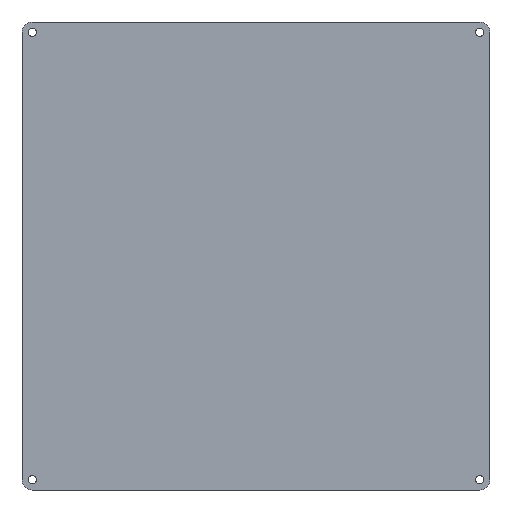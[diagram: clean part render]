
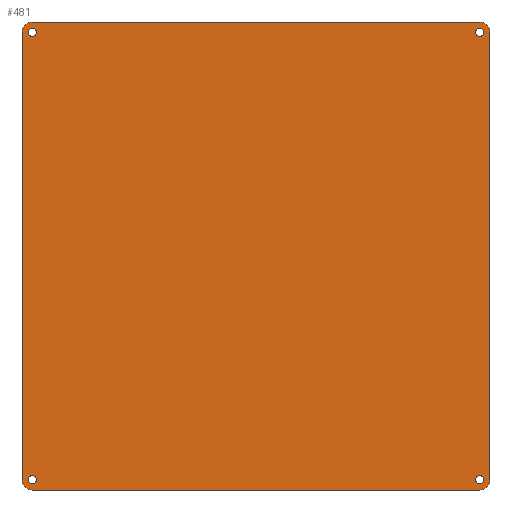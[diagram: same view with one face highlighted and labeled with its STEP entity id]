
A CAD part, front view. The second image highlights one B-rep face of the part: STEP entity #481.
In plain terms, the highlighted planar face has unit normal (0, -1, 0).
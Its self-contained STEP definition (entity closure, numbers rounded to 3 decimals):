
#78=DIRECTION('',(0.,0.,-1.));
#79=VECTOR('',#78,216.);
#80=CARTESIAN_POINT('',(210.617,-260.,202.226));
#81=LINE('',#80,#79);
#90=DIRECTION('',(-1.,0.,0.));
#91=VECTOR('',#90,216.);
#92=CARTESIAN_POINT('',(205.617,-260.,-18.774));
#93=LINE('',#92,#91);
#102=DIRECTION('',(0.,0.,1.));
#103=VECTOR('',#102,216.);
#104=CARTESIAN_POINT('',(-15.383,-260.,-13.774));
#105=LINE('',#104,#103);
#114=DIRECTION('',(1.,0.,0.));
#115=VECTOR('',#114,216.);
#116=CARTESIAN_POINT('',(-10.383,-260.,207.226));
#117=LINE('',#116,#115);
#126=CARTESIAN_POINT('',(205.617,-260.,202.226));
#127=DIRECTION('',(0.,-1.,0.));
#128=DIRECTION('',(1.,0.,0.));
#129=AXIS2_PLACEMENT_3D('',#126,#127,#128);
#131=CARTESIAN_POINT('',(205.617,-260.,-13.774));
#132=DIRECTION('',(0.,-1.,0.));
#133=DIRECTION('',(0.,0.,-1.));
#134=AXIS2_PLACEMENT_3D('',#131,#132,#133);
#136=CARTESIAN_POINT('',(-10.383,-260.,-13.774));
#137=DIRECTION('',(0.,-1.,0.));
#138=DIRECTION('',(-1.,0.,0.));
#139=AXIS2_PLACEMENT_3D('',#136,#137,#138);
#141=CARTESIAN_POINT('',(-10.383,-260.,202.226));
#142=DIRECTION('',(0.,-1.,0.));
#143=DIRECTION('',(0.,0.,1.));
#144=AXIS2_PLACEMENT_3D('',#141,#142,#143);
#146=CARTESIAN_POINT('',(205.617,-260.,202.226));
#147=DIRECTION('',(0.,1.,0.));
#148=DIRECTION('',(0.,0.,-1.));
#149=AXIS2_PLACEMENT_3D('',#146,#147,#148);
#151=CARTESIAN_POINT('',(205.617,-260.,202.226));
#152=DIRECTION('',(0.,1.,0.));
#153=DIRECTION('',(0.,0.,1.));
#154=AXIS2_PLACEMENT_3D('',#151,#152,#153);
#156=CARTESIAN_POINT('',(-10.383,-260.,202.226));
#157=DIRECTION('',(0.,1.,0.));
#158=DIRECTION('',(0.,0.,-1.));
#159=AXIS2_PLACEMENT_3D('',#156,#157,#158);
#161=CARTESIAN_POINT('',(-10.383,-260.,202.226));
#162=DIRECTION('',(0.,1.,0.));
#163=DIRECTION('',(0.,0.,1.));
#164=AXIS2_PLACEMENT_3D('',#161,#162,#163);
#166=CARTESIAN_POINT('',(205.617,-260.,-13.774));
#167=DIRECTION('',(0.,1.,0.));
#168=DIRECTION('',(0.,0.,-1.));
#169=AXIS2_PLACEMENT_3D('',#166,#167,#168);
#171=CARTESIAN_POINT('',(205.617,-260.,-13.774));
#172=DIRECTION('',(0.,1.,0.));
#173=DIRECTION('',(0.,0.,1.));
#174=AXIS2_PLACEMENT_3D('',#171,#172,#173);
#176=CARTESIAN_POINT('',(-10.383,-260.,-13.774));
#177=DIRECTION('',(0.,1.,0.));
#178=DIRECTION('',(0.,0.,-1.));
#179=AXIS2_PLACEMENT_3D('',#176,#177,#178);
#181=CARTESIAN_POINT('',(-10.383,-260.,-13.774));
#182=DIRECTION('',(0.,1.,0.));
#183=DIRECTION('',(0.,0.,1.));
#184=AXIS2_PLACEMENT_3D('',#181,#182,#183);
#250=CARTESIAN_POINT('',(210.617,-260.,202.226));
#251=CARTESIAN_POINT('',(205.617,-260.,207.226));
#252=VERTEX_POINT('',#250);
#253=VERTEX_POINT('',#251);
#254=CARTESIAN_POINT('',(210.617,-260.,-13.774));
#255=VERTEX_POINT('',#254);
#256=CARTESIAN_POINT('',(205.617,-260.,-18.774));
#257=VERTEX_POINT('',#256);
#258=CARTESIAN_POINT('',(-10.383,-260.,-18.774));
#259=VERTEX_POINT('',#258);
#260=CARTESIAN_POINT('',(-15.383,-260.,-13.774));
#261=VERTEX_POINT('',#260);
#262=CARTESIAN_POINT('',(-15.383,-260.,202.226));
#263=VERTEX_POINT('',#262);
#264=CARTESIAN_POINT('',(-10.383,-260.,207.226));
#265=VERTEX_POINT('',#264);
#266=CARTESIAN_POINT('',(205.617,-260.,204.226));
#267=CARTESIAN_POINT('',(205.617,-260.,200.226));
#268=VERTEX_POINT('',#266);
#269=VERTEX_POINT('',#267);
#270=CARTESIAN_POINT('',(-10.383,-260.,204.226));
#271=CARTESIAN_POINT('',(-10.383,-260.,200.226));
#272=VERTEX_POINT('',#270);
#273=VERTEX_POINT('',#271);
#274=CARTESIAN_POINT('',(205.617,-260.,-11.774));
#275=CARTESIAN_POINT('',(205.617,-260.,-15.774));
#276=VERTEX_POINT('',#274);
#277=VERTEX_POINT('',#275);
#278=CARTESIAN_POINT('',(-10.383,-260.,-11.774));
#279=CARTESIAN_POINT('',(-10.383,-260.,-15.774));
#280=VERTEX_POINT('',#278);
#281=VERTEX_POINT('',#279);
#442=CARTESIAN_POINT('',(97.617,-260.,-16.274));
#443=DIRECTION('',(0.,-1.,0.));
#444=DIRECTION('',(-1.,0.,0.));
#445=AXIS2_PLACEMENT_3D('',#442,#443,#444);
#446=PLANE('',#445);
#447=ORIENTED_EDGE('',*,*,#422,.T.);
#448=ORIENTED_EDGE('',*,*,#437,.F.);
#449=ORIENTED_EDGE('',*,*,#337,.T.);
#450=ORIENTED_EDGE('',*,*,#354,.F.);
#451=ORIENTED_EDGE('',*,*,#366,.T.);
#452=ORIENTED_EDGE('',*,*,#382,.F.);
#453=ORIENTED_EDGE('',*,*,#394,.T.);
#454=ORIENTED_EDGE('',*,*,#410,.F.);
#455=EDGE_LOOP('',(#447,#448,#449,#450,#451,#452,#453,#454));
#456=FACE_OUTER_BOUND('',#455,.F.);
#458=ORIENTED_EDGE('',*,*,#457,.F.);
#460=ORIENTED_EDGE('',*,*,#459,.F.);
#461=EDGE_LOOP('',(#458,#460));
#462=FACE_BOUND('',#461,.F.);
#464=ORIENTED_EDGE('',*,*,#463,.F.);
#466=ORIENTED_EDGE('',*,*,#465,.F.);
#467=EDGE_LOOP('',(#464,#466));
#468=FACE_BOUND('',#467,.F.);
#470=ORIENTED_EDGE('',*,*,#469,.F.);
#472=ORIENTED_EDGE('',*,*,#471,.F.);
#473=EDGE_LOOP('',(#470,#472));
#474=FACE_BOUND('',#473,.F.);
#476=ORIENTED_EDGE('',*,*,#475,.F.);
#478=ORIENTED_EDGE('',*,*,#477,.F.);
#479=EDGE_LOOP('',(#476,#478));
#480=FACE_BOUND('',#479,.F.);
#481=ADVANCED_FACE('',(#456,#462,#468,#474,#480),#446,.T.);
#130=CIRCLE('',#129,5.);
#135=CIRCLE('',#134,5.);
#140=CIRCLE('',#139,5.);
#145=CIRCLE('',#144,5.);
#150=CIRCLE('',#149,2.);
#155=CIRCLE('',#154,2.);
#160=CIRCLE('',#159,2.);
#165=CIRCLE('',#164,2.);
#170=CIRCLE('',#169,2.);
#175=CIRCLE('',#174,2.);
#180=CIRCLE('',#179,2.);
#185=CIRCLE('',#184,2.);
#337=EDGE_CURVE('',#252,#255,#81,.T.);
#354=EDGE_CURVE('',#257,#255,#135,.T.);
#366=EDGE_CURVE('',#257,#259,#93,.T.);
#382=EDGE_CURVE('',#261,#259,#140,.T.);
#394=EDGE_CURVE('',#261,#263,#105,.T.);
#410=EDGE_CURVE('',#265,#263,#145,.T.);
#422=EDGE_CURVE('',#265,#253,#117,.T.);
#437=EDGE_CURVE('',#252,#253,#130,.T.);
#457=EDGE_CURVE('',#269,#268,#150,.T.);
#459=EDGE_CURVE('',#268,#269,#155,.T.);
#463=EDGE_CURVE('',#273,#272,#160,.T.);
#465=EDGE_CURVE('',#272,#273,#165,.T.);
#469=EDGE_CURVE('',#277,#276,#170,.T.);
#471=EDGE_CURVE('',#276,#277,#175,.T.);
#475=EDGE_CURVE('',#281,#280,#180,.T.);
#477=EDGE_CURVE('',#280,#281,#185,.T.);
